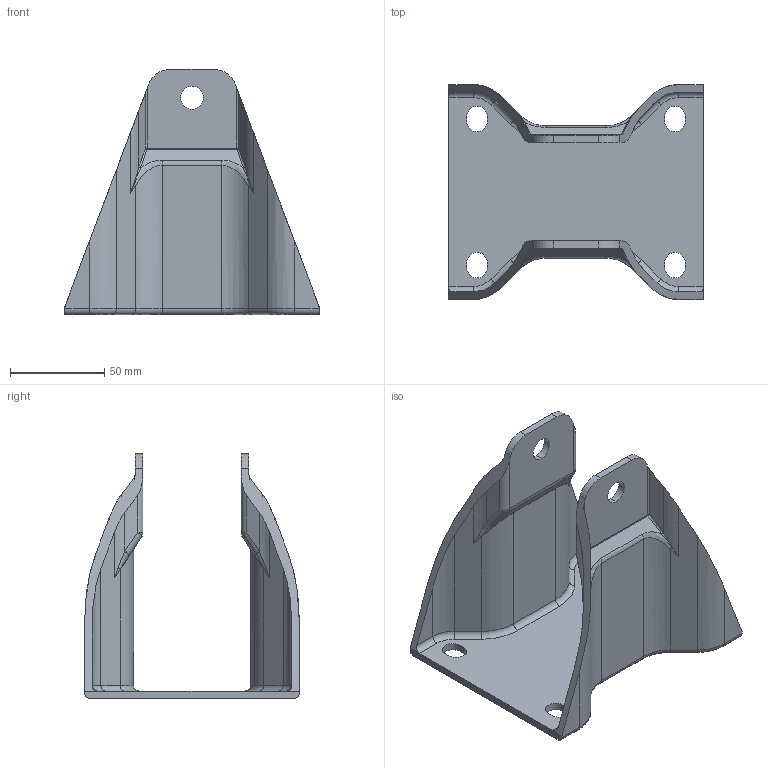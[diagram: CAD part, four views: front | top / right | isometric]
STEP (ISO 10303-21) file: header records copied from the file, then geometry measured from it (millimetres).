
FILE_DESCRIPTION (( 'STEP AP214' ), '1' );
FILE_NAME ('0015507BRL.step', '2023-02-15T14:25:57', ( '' ), ( '' ), 'SwSTEP 2.0', 'SolidWorks 2020', '' );
FILE_SCHEMA (( 'AUTOMOTIVE_DESIGN' ));
Length unit declared in the file: millimetre
Products named in the file (1): 0015507BRL
Bounding box: 135 x 114 x 130 mm (x, y, z)
Volume: 144766.9 mm3; surface area: 77942.3 mm2
Topology: 1 solids, 1 shells, 233 faces, 582 edges, 338 vertices
Faces by surface type: cylinder 106, plane 57, bspline 32, torus 30, sphere 8
Entity records: 7446 total; most frequent: CARTESIAN_POINT 2142, ORIENTED_EDGE 1132, DIRECTION 1102, EDGE_CURVE 566, AXIS2_PLACEMENT_3D 426, VERTEX_POINT 338, VECTOR 250, LINE 250
